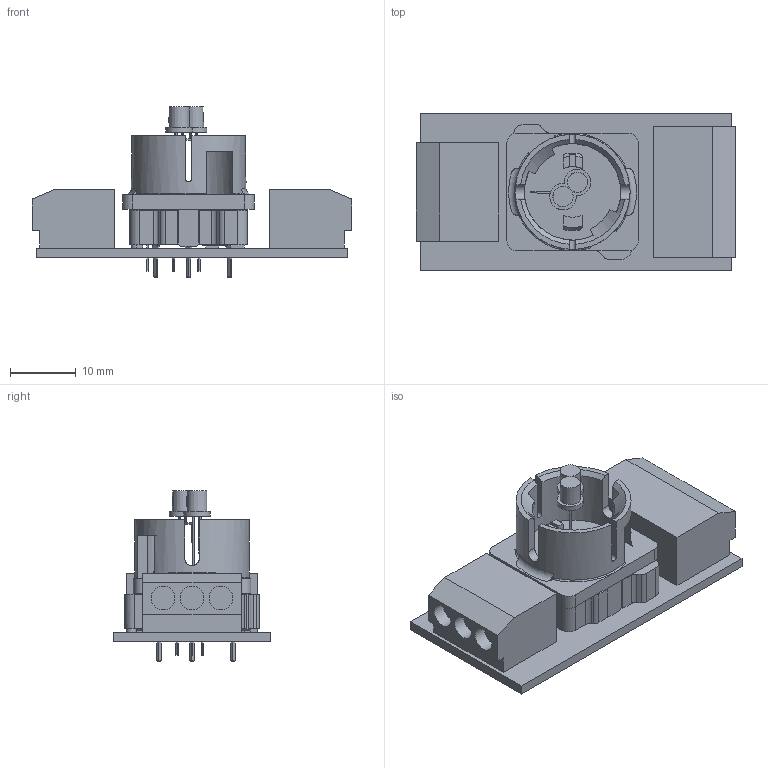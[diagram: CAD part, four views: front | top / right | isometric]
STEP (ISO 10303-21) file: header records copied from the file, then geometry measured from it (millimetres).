
FILE_DESCRIPTION(/* description */ (''),/* implementation_level */ '2;1');
FILE_NAME(/* name */ 'CTFS_24R_G.stp',/* time_stamp */ '2016-04-14T07:34:44+02:00',/* author */ ('mharscher'),/* organization */ (''),/* preprocessor_version */ 'ST-DEVELOPER v15.2',/* originating_system */ 'Autodesk Inventor 2014',/* authorisation */ '');
FILE_SCHEMA (('CONFIG_CONTROL_DESIGN'));
Length unit declared in the file: centimetre
Products named in the file (1): CTFS_24R_G.ipt
Bounding box: 48.7 x 24 x 25.9 mm (x, y, z)
Volume: 8364.8 mm3; surface area: 6415.7 mm2
Topology: 1 solids, 1 shells, 399 faces, 1116 edges, 737 vertices
Faces by surface type: plane 309, cylinder 76, cone 8, torus 6
Full cylindrical faces by diameter (mm): 1.509 x1, 3.6 x8, 17.5 x1
Entity records: 13097 total; most frequent: CARTESIAN_POINT 2756, ORIENTED_EDGE 2204, DIRECTION 2023, EDGE_CURVE 1102, LINE 873, VECTOR 873, VERTEX_POINT 735, AXIS2_PLACEMENT_3D 575
